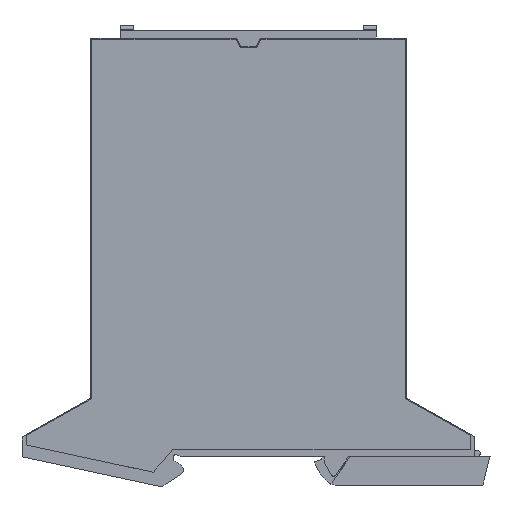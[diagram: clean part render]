
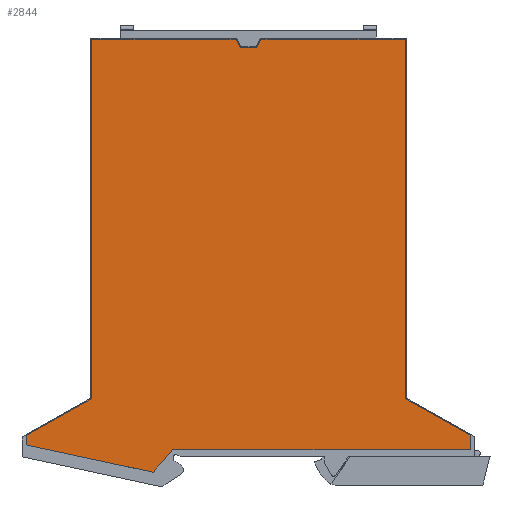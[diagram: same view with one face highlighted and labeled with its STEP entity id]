
A CAD part, left-side view. The second image highlights one B-rep face of the part: STEP entity #2844.
In plain terms, the highlighted planar face has unit normal (-1, 0, 0).
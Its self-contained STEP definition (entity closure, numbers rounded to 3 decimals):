
#2822=AXIS2_PLACEMENT_3D('Plane Axis2P3D',#2819,#2820,#2821) ;
#1280=CARTESIAN_POINT('Vertex',(0.,54.457,102.837)) ;
#1287=CARTESIAN_POINT('Vertex',(0.,58.347,102.837)) ;
#1290=CARTESIAN_POINT('Line Origine',(0.,56.402,102.837)) ;
#1308=CARTESIAN_POINT('Line Origine',(0.,54.014,103.787)) ;
#1312=CARTESIAN_POINT('Vertex',(0.,53.571,104.737)) ;
#1333=CARTESIAN_POINT('Line Origine',(0.,51.821,104.737)) ;
#1337=CARTESIAN_POINT('Vertex',(0.,50.071,104.737)) ;
#1340=CARTESIAN_POINT('Line Origine',(0.,34.937,104.737)) ;
#1344=CARTESIAN_POINT('Vertex',(0.,19.802,104.737)) ;
#1366=CARTESIAN_POINT('Line Origine',(0.,19.802,62.761)) ;
#1370=CARTESIAN_POINT('Vertex',(0.,19.802,20.784)) ;
#1391=CARTESIAN_POINT('Line Origine',(0.,12.186,16.519)) ;
#1395=CARTESIAN_POINT('Vertex',(0.,4.57,12.253)) ;
#1416=CARTESIAN_POINT('Line Origine',(0.,4.57,10.545)) ;
#1420=CARTESIAN_POINT('Vertex',(0.,4.57,8.837)) ;
#1441=CARTESIAN_POINT('Line Origine',(0.,39.349,8.837)) ;
#1445=CARTESIAN_POINT('Vertex',(0.,74.129,8.837)) ;
#1470=CARTESIAN_POINT('Control Point',(0.,74.602,8.296)) ;
#1471=CARTESIAN_POINT('Control Point',(0.,74.444,8.476)) ;
#1472=CARTESIAN_POINT('Control Point',(0.,74.286,8.657)) ;
#1473=CARTESIAN_POINT('Control Point',(0.,74.129,8.837)) ;
#1474=CARTESIAN_POINT('Vertex',(0.,74.602,8.296)) ;
#1499=CARTESIAN_POINT('Control Point',(0.,74.607,8.29)) ;
#1500=CARTESIAN_POINT('Control Point',(0.,74.605,8.292)) ;
#1501=CARTESIAN_POINT('Control Point',(0.,74.604,8.294)) ;
#1502=CARTESIAN_POINT('Control Point',(0.,74.602,8.296)) ;
#1503=CARTESIAN_POINT('Vertex',(0.,74.607,8.29)) ;
#1524=CARTESIAN_POINT('Line Origine',(0.,76.644,5.958)) ;
#1528=CARTESIAN_POINT('Vertex',(0.,78.681,3.626)) ;
#1549=CARTESIAN_POINT('Line Origine',(0.,93.458,6.805)) ;
#1553=CARTESIAN_POINT('Vertex',(0.,108.234,9.985)) ;
#1578=CARTESIAN_POINT('Line Origine',(0.,108.234,11.119)) ;
#1582=CARTESIAN_POINT('Vertex',(0.,108.234,12.253)) ;
#1603=CARTESIAN_POINT('Line Origine',(0.,100.618,16.519)) ;
#1607=CARTESIAN_POINT('Vertex',(0.,93.002,20.784)) ;
#1628=CARTESIAN_POINT('Line Origine',(0.,93.002,62.761)) ;
#1632=CARTESIAN_POINT('Vertex',(0.,93.002,104.737)) ;
#1648=CARTESIAN_POINT('Line Origine',(0.,60.983,104.737)) ;
#1652=CARTESIAN_POINT('Vertex',(0.,59.233,104.737)) ;
#1654=CARTESIAN_POINT('Vertex',(0.,62.733,104.737)) ;
#1662=CARTESIAN_POINT('Line Origine',(0.,77.867,104.737)) ;
#1681=CARTESIAN_POINT('Line Origine',(0.,58.79,103.787)) ;
#2819=CARTESIAN_POINT('Axis2P3D Location',(0.,56.402,7.237)) ;
#1291=DIRECTION('Vector Direction',(0.,1.,0.)) ;
#1309=DIRECTION('Vector Direction',(0.,-0.423,0.906)) ;
#1334=DIRECTION('Vector Direction',(0.,1.,0.)) ;
#1341=DIRECTION('Vector Direction',(0.,1.,0.)) ;
#1367=DIRECTION('Vector Direction',(0.,0.,1.)) ;
#1392=DIRECTION('Vector Direction',(0.,0.872,0.489)) ;
#1417=DIRECTION('Vector Direction',(0.,0.,1.)) ;
#1442=DIRECTION('Vector Direction',(0.,1.,0.)) ;
#1525=DIRECTION('Vector Direction',(0.,-0.658,0.753)) ;
#1550=DIRECTION('Vector Direction',(0.,-0.978,-0.21)) ;
#1579=DIRECTION('Vector Direction',(0.,0.,-1.)) ;
#1604=DIRECTION('Vector Direction',(0.,0.872,-0.489)) ;
#1629=DIRECTION('Vector Direction',(0.,0.,-1.)) ;
#1649=DIRECTION('Vector Direction',(0.,1.,0.)) ;
#1663=DIRECTION('Vector Direction',(0.,1.,0.)) ;
#1682=DIRECTION('Vector Direction',(0.,0.423,0.906)) ;
#2820=DIRECTION('Axis2P3D Direction',(-1.,0.,0.)) ;
#2821=DIRECTION('Axis2P3D XDirection',(0.,1.,0.)) ;
#1292=VECTOR('Line Direction',#1291,1.) ;
#1310=VECTOR('Line Direction',#1309,1.) ;
#1335=VECTOR('Line Direction',#1334,1.) ;
#1342=VECTOR('Line Direction',#1341,1.) ;
#1368=VECTOR('Line Direction',#1367,1.) ;
#1393=VECTOR('Line Direction',#1392,1.) ;
#1418=VECTOR('Line Direction',#1417,1.) ;
#1443=VECTOR('Line Direction',#1442,1.) ;
#1526=VECTOR('Line Direction',#1525,1.) ;
#1551=VECTOR('Line Direction',#1550,1.) ;
#1580=VECTOR('Line Direction',#1579,1.) ;
#1605=VECTOR('Line Direction',#1604,1.) ;
#1630=VECTOR('Line Direction',#1629,1.) ;
#1650=VECTOR('Line Direction',#1649,1.) ;
#1664=VECTOR('Line Direction',#1663,1.) ;
#1683=VECTOR('Line Direction',#1682,1.) ;
#2825=ORIENTED_EDGE('',*,*,#1294,.T.) ;
#2826=ORIENTED_EDGE('',*,*,#1685,.T.) ;
#2827=ORIENTED_EDGE('',*,*,#1656,.T.) ;
#2828=ORIENTED_EDGE('',*,*,#1666,.T.) ;
#2829=ORIENTED_EDGE('',*,*,#1634,.T.) ;
#2830=ORIENTED_EDGE('',*,*,#1609,.T.) ;
#2831=ORIENTED_EDGE('',*,*,#1584,.T.) ;
#2832=ORIENTED_EDGE('',*,*,#1555,.T.) ;
#2833=ORIENTED_EDGE('',*,*,#1530,.T.) ;
#2834=ORIENTED_EDGE('',*,*,#1505,.T.) ;
#2835=ORIENTED_EDGE('',*,*,#1476,.T.) ;
#2836=ORIENTED_EDGE('',*,*,#1447,.T.) ;
#2837=ORIENTED_EDGE('',*,*,#1422,.T.) ;
#2838=ORIENTED_EDGE('',*,*,#1397,.T.) ;
#2839=ORIENTED_EDGE('',*,*,#1372,.T.) ;
#2840=ORIENTED_EDGE('',*,*,#1346,.T.) ;
#2841=ORIENTED_EDGE('',*,*,#1339,.T.) ;
#2842=ORIENTED_EDGE('',*,*,#1314,.T.) ;
#2844=ADVANCED_FACE('BASE',(#2843),#2823,.T.) ;
#1469=B_SPLINE_CURVE_WITH_KNOTS('',3,(#1470,#1471,#1472,#1473),.UNSPECIFIED.,.F.,.U.,(4,4),(183.365,184.084),.UNSPECIFIED.) ;
#1498=B_SPLINE_CURVE_WITH_KNOTS('',3,(#1499,#1500,#1501,#1502),.UNSPECIFIED.,.F.,.U.,(4,4),(183.357,183.365),.UNSPECIFIED.) ;
#1294=EDGE_CURVE('',#1281,#1288,#1293,.T.) ;
#1314=EDGE_CURVE('',#1313,#1281,#1311,.F.) ;
#1339=EDGE_CURVE('',#1338,#1313,#1336,.T.) ;
#1346=EDGE_CURVE('',#1345,#1338,#1343,.T.) ;
#1372=EDGE_CURVE('',#1371,#1345,#1369,.T.) ;
#1397=EDGE_CURVE('',#1396,#1371,#1394,.T.) ;
#1422=EDGE_CURVE('',#1421,#1396,#1419,.T.) ;
#1447=EDGE_CURVE('',#1446,#1421,#1444,.F.) ;
#1476=EDGE_CURVE('',#1475,#1446,#1469,.T.) ;
#1505=EDGE_CURVE('',#1504,#1475,#1498,.T.) ;
#1530=EDGE_CURVE('',#1529,#1504,#1527,.T.) ;
#1555=EDGE_CURVE('',#1554,#1529,#1552,.T.) ;
#1584=EDGE_CURVE('',#1583,#1554,#1581,.T.) ;
#1609=EDGE_CURVE('',#1608,#1583,#1606,.T.) ;
#1634=EDGE_CURVE('',#1633,#1608,#1631,.T.) ;
#1656=EDGE_CURVE('',#1653,#1655,#1651,.T.) ;
#1666=EDGE_CURVE('',#1655,#1633,#1665,.T.) ;
#1685=EDGE_CURVE('',#1288,#1653,#1684,.T.) ;
#2824=EDGE_LOOP('',(#2825,#2826,#2827,#2828,#2829,#2830,#2831,#2832,#2833,#2834,#2835,#2836,#2837,#2838,#2839,#2840,#2841,#2842)) ;
#2843=FACE_OUTER_BOUND('',#2824,.T.) ;
#1293=LINE('Line',#1290,#1292) ;
#1311=LINE('Line',#1308,#1310) ;
#1336=LINE('Line',#1333,#1335) ;
#1343=LINE('Line',#1340,#1342) ;
#1369=LINE('Line',#1366,#1368) ;
#1394=LINE('Line',#1391,#1393) ;
#1419=LINE('Line',#1416,#1418) ;
#1444=LINE('Line',#1441,#1443) ;
#1527=LINE('Line',#1524,#1526) ;
#1552=LINE('Line',#1549,#1551) ;
#1581=LINE('Line',#1578,#1580) ;
#1606=LINE('Line',#1603,#1605) ;
#1631=LINE('Line',#1628,#1630) ;
#1651=LINE('Line',#1648,#1650) ;
#1665=LINE('Line',#1662,#1664) ;
#1684=LINE('Line',#1681,#1683) ;
#2823=PLANE('',#2822) ;
#1281=VERTEX_POINT('',#1280) ;
#1288=VERTEX_POINT('',#1287) ;
#1313=VERTEX_POINT('',#1312) ;
#1338=VERTEX_POINT('',#1337) ;
#1345=VERTEX_POINT('',#1344) ;
#1371=VERTEX_POINT('',#1370) ;
#1396=VERTEX_POINT('',#1395) ;
#1421=VERTEX_POINT('',#1420) ;
#1446=VERTEX_POINT('',#1445) ;
#1475=VERTEX_POINT('',#1474) ;
#1504=VERTEX_POINT('',#1503) ;
#1529=VERTEX_POINT('',#1528) ;
#1554=VERTEX_POINT('',#1553) ;
#1583=VERTEX_POINT('',#1582) ;
#1608=VERTEX_POINT('',#1607) ;
#1633=VERTEX_POINT('',#1632) ;
#1653=VERTEX_POINT('',#1652) ;
#1655=VERTEX_POINT('',#1654) ;
